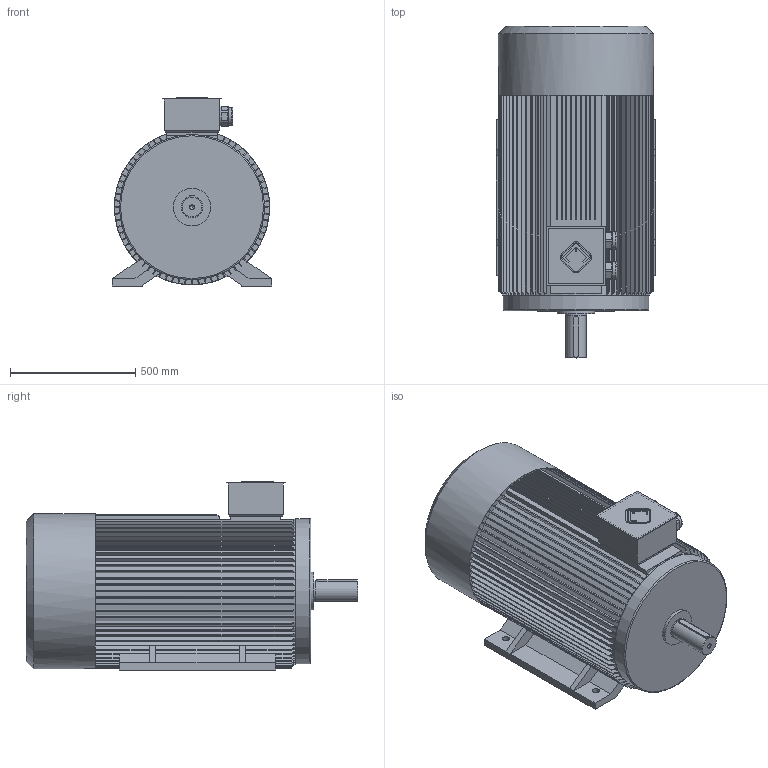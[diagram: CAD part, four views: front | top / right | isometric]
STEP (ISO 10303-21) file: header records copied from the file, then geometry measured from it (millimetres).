
FILE_DESCRIPTION(/* description */ ('Unknown'),/* implementation_level */ '2;1');
FILE_NAME(/* name */ 'AIS315L4-8_В3',/* time_stamp */ '2021-05-13T15:28:03+03:00',/* author */ ('Unknown'),/* organization */ ('Unknown'),/* preprocessor_version */ 'ST-DEVELOPER v16',/* originating_system */ 'DEX',/* authorisation */ $);
FILE_SCHEMA (('AUTOMOTIVE_DESIGN {1 0 10303 214 3 1 1}'));
Length unit declared in the file: millimetre
Products named in the file (1): AIS315L4-8_ﾂ3
Bounding box: 635 x 1325 x 751 mm (x, y, z)
Volume: 328876784.3 mm3; surface area: 5502916.8 mm2
Topology: 1 solids, 3 shells, 596 faces, 1717 edges, 1134 vertices
Faces by surface type: plane 415, cylinder 110, cone 68, torus 3
Full cylindrical faces by diameter (mm): 17.294 x2, 28 x4, 69.612 x2, 80 x3, 85 x1, 150 x1, 575 x1, 580 x1, 620 x1
Entity records: 23900 total; most frequent: CARTESIAN_POINT 3997, ORIENTED_EDGE 3360, DIRECTION 3235, EDGE_CURVE 1680, VERTEX_POINT 1122, AXIS2_PLACEMENT_3D 1086, LINE 1063, VECTOR 1063
